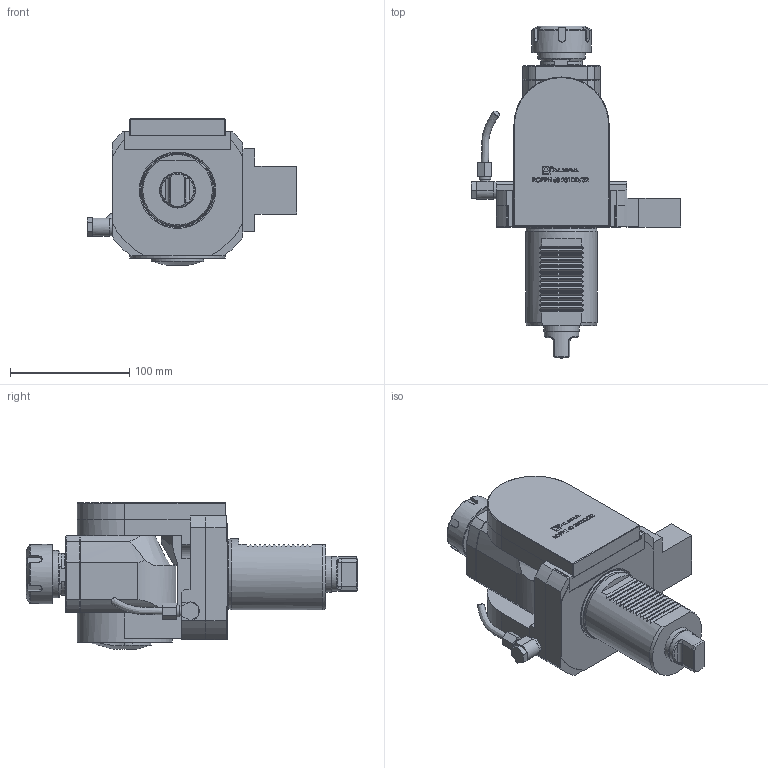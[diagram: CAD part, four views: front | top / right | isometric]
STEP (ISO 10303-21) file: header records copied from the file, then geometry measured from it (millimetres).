
FILE_DESCRIPTION (( 'STEP AP214' ), '1' );
FILE_NAME ('ROPPH60231DD32.STEP', '2025-09-03T06:04:44', ( '' ), ( '' ), 'SwSTEP 2.0', 'SolidWorks 2023', '' );
FILE_SCHEMA (( 'AUTOMOTIVE_DESIGN' ));
Length unit declared in the file: millimetre
Products named in the file (1): ROPPH60231DD32
Bounding box: 175.7 x 278.91 x 123 mm (x, y, z)
Volume: 1461062.8 mm3; surface area: 130264.8 mm2
Topology: 1 solids, 3 shells, 698 faces, 1842 edges, 1199 vertices
Faces by surface type: plane 434, cylinder 115, bspline 108, cone 27, torus 14
Full cylindrical faces by diameter (mm): 1.7 x1, 2.1 x1, 5 x1, 6.366 x1, 8.2 x1, 9.8 x1, 14.5 x1, 29 x1, 30 x1, 40 x1, 44 x1, 44.2 x1, 48 x1, 48.2 x1, 50 x1, 52 x1, 52.2 x1, 56 x1, 56.2 x1, 58.7 x1, 60 x1, 80 x1
Entity records: 31763 total; most frequent: CARTESIAN_POINT 12369, ORIENTED_EDGE 3572, DIRECTION 2796, EDGE_CURVE 1786, VERTEX_POINT 1177, LINE 1130, VECTOR 1130, AXIS2_PLACEMENT_3D 833
